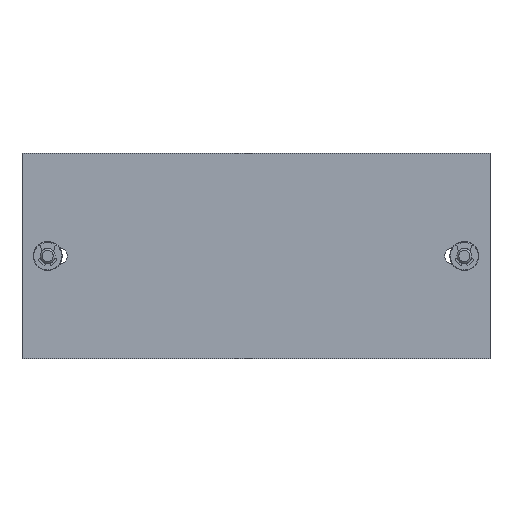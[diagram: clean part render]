
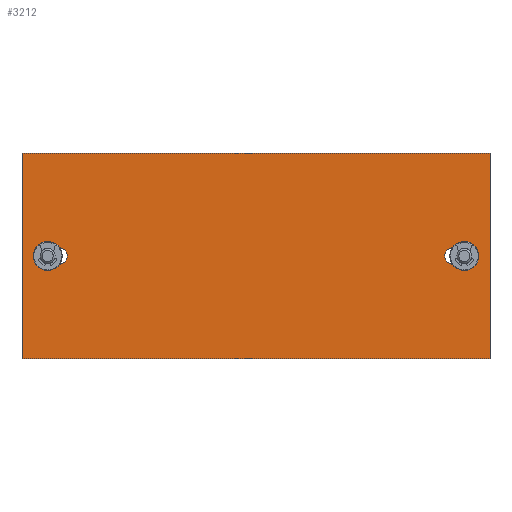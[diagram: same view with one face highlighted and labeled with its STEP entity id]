
A CAD part, top view. The second image highlights one B-rep face of the part: STEP entity #3212.
In plain terms, the highlighted planar face has unit normal (0, 0, 1).
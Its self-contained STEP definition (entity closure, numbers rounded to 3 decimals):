
#79=DIRECTION('',(1.,0.,0.));
#80=VECTOR('',#79,113.7);
#81=CARTESIAN_POINT('',(0.,0.,2.));
#82=LINE('',#81,#80);
#83=DIRECTION('',(0.,-1.,0.));
#84=VECTOR('',#83,50.);
#85=CARTESIAN_POINT('',(0.,50.,2.));
#86=LINE('',#85,#84);
#87=DIRECTION('',(-1.,0.,0.));
#88=VECTOR('',#87,113.7);
#89=CARTESIAN_POINT('',(113.7,50.,2.));
#90=LINE('',#89,#88);
#91=DIRECTION('',(0.,1.,0.));
#92=VECTOR('',#91,50.);
#93=CARTESIAN_POINT('',(113.7,0.,2.));
#94=LINE('',#93,#92);
#95=CARTESIAN_POINT('',(107.45,25.,2.));
#96=DIRECTION('',(0.,0.,1.));
#97=DIRECTION('',(1.,0.,0.));
#98=AXIS2_PLACEMENT_3D('',#95,#96,#97);
#100=CARTESIAN_POINT('',(104.7,25.,2.));
#101=DIRECTION('',(0.,0.,-1.));
#102=DIRECTION('',(-0.063,-0.998,0.));
#103=AXIS2_PLACEMENT_3D('',#100,#101,#102);
#105=CARTESIAN_POINT('',(107.45,25.,2.));
#106=DIRECTION('',(0.,0.,1.));
#107=DIRECTION('',(-0.821,-0.57,0.));
#108=AXIS2_PLACEMENT_3D('',#105,#106,#107);
#110=CARTESIAN_POINT('',(6.25,25.,2.));
#111=DIRECTION('',(0.,0.,1.));
#112=DIRECTION('',(0.821,0.57,0.));
#113=AXIS2_PLACEMENT_3D('',#110,#111,#112);
#115=CARTESIAN_POINT('',(6.25,25.,2.));
#116=DIRECTION('',(0.,0.,1.));
#117=DIRECTION('',(-1.,0.,0.));
#118=AXIS2_PLACEMENT_3D('',#115,#116,#117);
#120=CARTESIAN_POINT('',(9.,25.,2.));
#121=DIRECTION('',(0.,0.,-1.));
#122=DIRECTION('',(0.063,0.998,0.));
#123=AXIS2_PLACEMENT_3D('',#120,#121,#122);
#2601=CARTESIAN_POINT('',(0.,0.,2.));
#2602=CARTESIAN_POINT('',(113.7,0.,2.));
#2603=VERTEX_POINT('',#2601);
#2604=VERTEX_POINT('',#2602);
#2605=CARTESIAN_POINT('',(113.7,50.,2.));
#2606=VERTEX_POINT('',#2605);
#2607=CARTESIAN_POINT('',(0.,50.,2.));
#2608=VERTEX_POINT('',#2607);
#2675=CARTESIAN_POINT('',(110.95,25.,2.));
#2676=CARTESIAN_POINT('',(104.575,26.996,2.));
#2677=VERTEX_POINT('',#2675);
#2678=VERTEX_POINT('',#2676);
#2679=CARTESIAN_POINT('',(104.575,23.004,2.));
#2680=VERTEX_POINT('',#2679);
#2699=CARTESIAN_POINT('',(9.125,26.996,2.));
#2700=CARTESIAN_POINT('',(2.75,25.,2.));
#2701=VERTEX_POINT('',#2699);
#2702=VERTEX_POINT('',#2700);
#2703=CARTESIAN_POINT('',(9.125,23.004,2.));
#2704=VERTEX_POINT('',#2703);
#3185=CARTESIAN_POINT('',(0.,0.,2.));
#3186=DIRECTION('',(0.,0.,1.));
#3187=DIRECTION('',(1.,0.,0.));
#3188=AXIS2_PLACEMENT_3D('',#3185,#3186,#3187);
#3189=PLANE('',#3188);
#3190=ORIENTED_EDGE('',*,*,#3137,.F.);
#3191=ORIENTED_EDGE('',*,*,#3152,.F.);
#3192=ORIENTED_EDGE('',*,*,#3166,.F.);
#3193=ORIENTED_EDGE('',*,*,#3179,.F.);
#3194=EDGE_LOOP('',(#3190,#3191,#3192,#3193));
#3195=FACE_OUTER_BOUND('',#3194,.F.);
#3197=ORIENTED_EDGE('',*,*,#3196,.T.);
#3199=ORIENTED_EDGE('',*,*,#3198,.F.);
#3201=ORIENTED_EDGE('',*,*,#3200,.T.);
#3202=EDGE_LOOP('',(#3197,#3199,#3201));
#3203=FACE_BOUND('',#3202,.F.);
#3205=ORIENTED_EDGE('',*,*,#3204,.T.);
#3207=ORIENTED_EDGE('',*,*,#3206,.T.);
#3209=ORIENTED_EDGE('',*,*,#3208,.F.);
#3210=EDGE_LOOP('',(#3205,#3207,#3209));
#3211=FACE_BOUND('',#3210,.F.);
#3212=ADVANCED_FACE('',(#3195,#3203,#3211),#3189,.T.);
#99=CIRCLE('',#98,3.5);
#104=CIRCLE('',#103,2.);
#109=CIRCLE('',#108,3.5);
#114=CIRCLE('',#113,3.5);
#119=CIRCLE('',#118,3.5);
#124=CIRCLE('',#123,2.);
#3137=EDGE_CURVE('',#2603,#2604,#82,.T.);
#3152=EDGE_CURVE('',#2608,#2603,#86,.T.);
#3166=EDGE_CURVE('',#2606,#2608,#90,.T.);
#3179=EDGE_CURVE('',#2604,#2606,#94,.T.);
#3196=EDGE_CURVE('',#2677,#2678,#99,.T.);
#3198=EDGE_CURVE('',#2680,#2678,#104,.T.);
#3200=EDGE_CURVE('',#2680,#2677,#109,.T.);
#3204=EDGE_CURVE('',#2701,#2702,#114,.T.);
#3206=EDGE_CURVE('',#2702,#2704,#119,.T.);
#3208=EDGE_CURVE('',#2701,#2704,#124,.T.);
